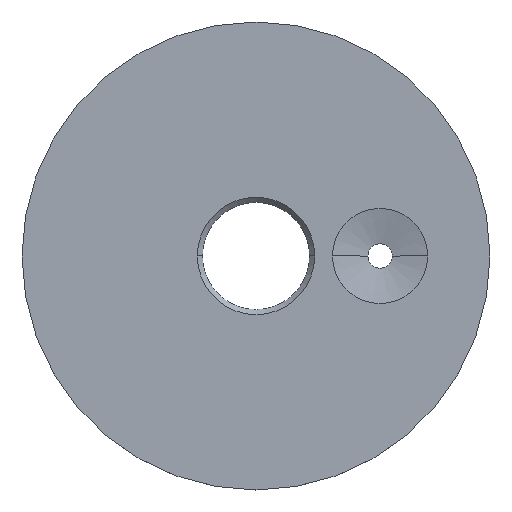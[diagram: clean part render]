
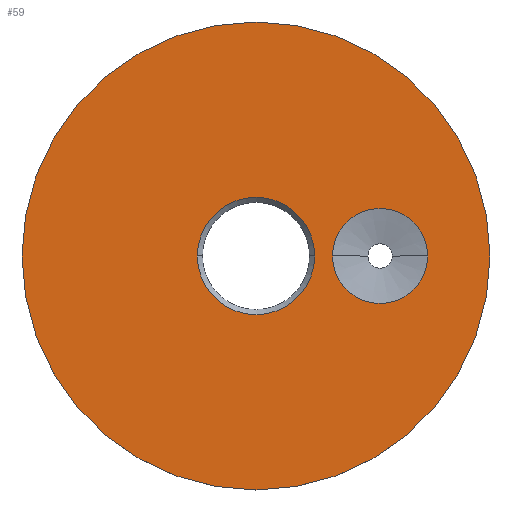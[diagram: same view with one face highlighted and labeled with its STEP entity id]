
A CAD part, top view. The second image highlights one B-rep face of the part: STEP entity #59.
In plain terms, the highlighted planar face has unit normal (0, 0, 1).
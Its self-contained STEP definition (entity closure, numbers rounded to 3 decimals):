
#44 = ORIENTED_EDGE ( 'NONE', *, *, #1321, .T. ) ;
#48 = AXIS2_PLACEMENT_3D ( 'NONE', #1113, #294, #437 ) ;
#59 = ADVANCED_FACE ( 'NONE', ( #450, #1717, #614 ), #1163, .T. ) ;
#112 = VERTEX_POINT ( 'NONE', #1552 ) ;
#113 = DIRECTION ( 'NONE',  ( 0., 0., 1. ) ) ;
#147 = DIRECTION ( 'NONE',  ( 0., 0., -1. ) ) ;
#154 = EDGE_CURVE ( 'NONE', #1286, #749, #1031, .T. ) ;
#208 = DIRECTION ( 'NONE',  ( 0., 0., 1. ) ) ;
#213 = EDGE_CURVE ( 'NONE', #1103, #341, #1488, .T. ) ;
#278 = AXIS2_PLACEMENT_3D ( 'NONE', #864, #1406, #721 ) ;
#294 = DIRECTION ( 'NONE',  ( 0., 0., -1. ) ) ;
#298 = VERTEX_POINT ( 'NONE', #523 ) ;
#341 = VERTEX_POINT ( 'NONE', #1576 ) ;
#359 = DIRECTION ( 'NONE',  ( 0., 0., -1. ) ) ;
#362 = AXIS2_PLACEMENT_3D ( 'NONE', #492, #208, #769 ) ;
#388 = CIRCLE ( 'NONE', #1630, 23.14 ) ;
#415 = EDGE_CURVE ( 'NONE', #749, #1286, #1695, .T. ) ;
#437 = DIRECTION ( 'NONE',  ( 1., 0., 0. ) ) ;
#450 = FACE_BOUND ( 'NONE', #899, .T. ) ;
#470 = EDGE_LOOP ( 'NONE', ( #44, #1645 ) ) ;
#487 = ORIENTED_EDGE ( 'NONE', *, *, #154, .T. ) ;
#492 = CARTESIAN_POINT ( 'NONE',  ( 91.999, 78.41, 1.25 ) ) ;
#523 = CARTESIAN_POINT ( 'NONE',  ( 108.967, 78.41, 1.25 ) ) ;
#614 = FACE_OUTER_BOUND ( 'NONE', #727, .T. ) ;
#713 = DIRECTION ( 'NONE',  ( 0., 0., -1. ) ) ;
#721 = DIRECTION ( 'NONE',  ( 1., 0., 0. ) ) ;
#727 = EDGE_LOOP ( 'NONE', ( #1076, #1354 ) ) ;
#749 = VERTEX_POINT ( 'NONE', #1580 ) ;
#769 = DIRECTION ( 'NONE',  ( 1., 0., 0. ) ) ;
#828 = CARTESIAN_POINT ( 'NONE',  ( 104.267, 78.41, 1.25 ) ) ;
#832 = CARTESIAN_POINT ( 'NONE',  ( 91.999, 78.41, 1.25 ) ) ;
#862 = CARTESIAN_POINT ( 'NONE',  ( 68.859, 78.41, 1.25 ) ) ;
#864 = CARTESIAN_POINT ( 'NONE',  ( 91.999, 78.41, 1.25 ) ) ;
#881 = CIRCLE ( 'NONE', #1256, 4.7 ) ;
#899 = EDGE_LOOP ( 'NONE', ( #487, #1291 ) ) ;
#921 = CARTESIAN_POINT ( 'NONE',  ( 97.799, 78.41, 1.25 ) ) ;
#1027 = AXIS2_PLACEMENT_3D ( 'NONE', #1344, #359, #1762 ) ;
#1031 = CIRCLE ( 'NONE', #48, 5.8 ) ;
#1076 = ORIENTED_EDGE ( 'NONE', *, *, #213, .T. ) ;
#1103 = VERTEX_POINT ( 'NONE', #862 ) ;
#1113 = CARTESIAN_POINT ( 'NONE',  ( 91.999, 78.41, 1.25 ) ) ;
#1157 = DIRECTION ( 'NONE',  ( 1., 0., 0. ) ) ;
#1163 = PLANE ( 'NONE',  #278 ) ;
#1256 = AXIS2_PLACEMENT_3D ( 'NONE', #828, #713, #1416 ) ;
#1286 = VERTEX_POINT ( 'NONE', #921 ) ;
#1291 = ORIENTED_EDGE ( 'NONE', *, *, #415, .T. ) ;
#1321 = EDGE_CURVE ( 'NONE', #298, #112, #1601, .T. ) ;
#1344 = CARTESIAN_POINT ( 'NONE',  ( 104.267, 78.41, 1.25 ) ) ;
#1353 = CARTESIAN_POINT ( 'NONE',  ( 91.999, 78.41, 1.25 ) ) ;
#1354 = ORIENTED_EDGE ( 'NONE', *, *, #1425, .T. ) ;
#1406 = DIRECTION ( 'NONE',  ( 0., 0., 1. ) ) ;
#1416 = DIRECTION ( 'NONE',  ( 1., 0., 0. ) ) ;
#1425 = EDGE_CURVE ( 'NONE', #341, #1103, #388, .T. ) ;
#1488 = CIRCLE ( 'NONE', #362, 23.14 ) ;
#1552 = CARTESIAN_POINT ( 'NONE',  ( 99.567, 78.41, 1.25 ) ) ;
#1576 = CARTESIAN_POINT ( 'NONE',  ( 115.139, 78.41, 1.25 ) ) ;
#1580 = CARTESIAN_POINT ( 'NONE',  ( 86.199, 78.41, 1.25 ) ) ;
#1601 = CIRCLE ( 'NONE', #1027, 4.7 ) ;
#1630 = AXIS2_PLACEMENT_3D ( 'NONE', #1353, #113, #1157 ) ;
#1633 = DIRECTION ( 'NONE',  ( 1., 0., 0. ) ) ;
#1645 = ORIENTED_EDGE ( 'NONE', *, *, #1776, .T. ) ;
#1695 = CIRCLE ( 'NONE', #1750, 5.8 ) ;
#1717 = FACE_BOUND ( 'NONE', #470, .T. ) ;
#1750 = AXIS2_PLACEMENT_3D ( 'NONE', #832, #147, #1633 ) ;
#1762 = DIRECTION ( 'NONE',  ( 1., 0., 0. ) ) ;
#1776 = EDGE_CURVE ( 'NONE', #112, #298, #881, .T. ) ;
